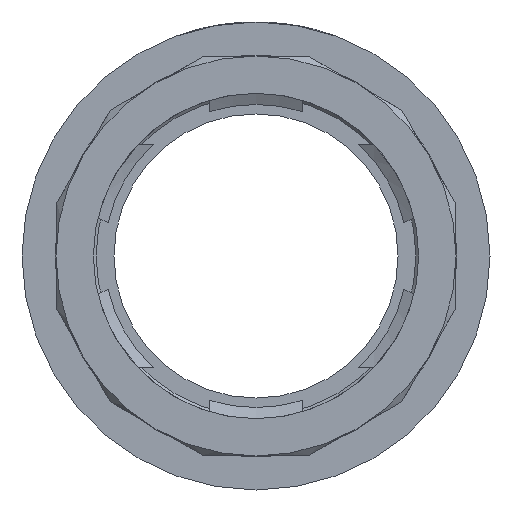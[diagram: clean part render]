
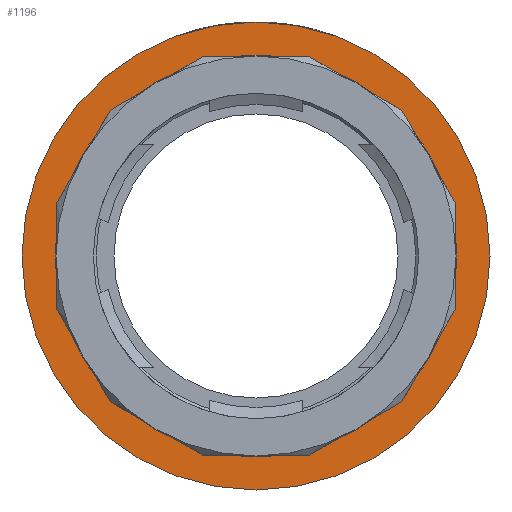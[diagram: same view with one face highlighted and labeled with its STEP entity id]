
A CAD part, front view. The second image highlights one B-rep face of the part: STEP entity #1196.
In plain terms, the highlighted planar face has unit normal (0, -1, 0).
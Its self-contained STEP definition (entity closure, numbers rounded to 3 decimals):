
#780 = EDGE_CURVE ( 'NONE', #781, #797, #7532, .T. ) ;
#781 = VERTEX_POINT ( 'NONE', #7528 ) ;
#795 = VERTEX_POINT ( 'NONE', #7298 ) ;
#797 = VERTEX_POINT ( 'NONE', #7299 ) ;
#824 = EDGE_CURVE ( 'NONE', #825, #844, #7614, .T. ) ;
#825 = VERTEX_POINT ( 'NONE', #7610 ) ;
#833 = EDGE_CURVE ( 'NONE', #834, #825, #7599, .T. ) ;
#834 = VERTEX_POINT ( 'NONE', #7595 ) ;
#843 = EDGE_CURVE ( 'NONE', #844, #781, #7583, .T. ) ;
#844 = VERTEX_POINT ( 'NONE', #7645 ) ;
#852 = EDGE_CURVE ( 'NONE', #797, #795, #7638, .T. ) ;
#870 = EDGE_CURVE ( 'NONE', #871, #890, #7663, .T. ) ;
#871 = VERTEX_POINT ( 'NONE', #7659 ) ;
#880 = EDGE_CURVE ( 'NONE', #881, #897, #7648, .T. ) ;
#881 = VERTEX_POINT ( 'NONE', #7706 ) ;
#889 = EDGE_CURVE ( 'NONE', #890, #881, #7694, .T. ) ;
#890 = VERTEX_POINT ( 'NONE', #7690 ) ;
#896 = EDGE_CURVE ( 'NONE', #897, #834, #7685, .T. ) ;
#897 = VERTEX_POINT ( 'NONE', #7680 ) ;
#937 = EDGE_CURVE ( 'NONE', #938, #871, #7741, .T. ) ;
#938 = VERTEX_POINT ( 'NONE', #7804 ) ;
#1180 = ORIENTED_EDGE ( 'NONE', *, *, #852, .T. ) ;
#1181 = ORIENTED_EDGE ( 'NONE', *, *, #1194, .T. ) ;
#1182 = ORIENTED_EDGE ( 'NONE', *, *, #1211, .T. ) ;
#1183 = ORIENTED_EDGE ( 'NONE', *, *, #937, .T. ) ;
#1184 = ORIENTED_EDGE ( 'NONE', *, *, #870, .T. ) ;
#1185 = ORIENTED_EDGE ( 'NONE', *, *, #889, .T. ) ;
#1186 = ORIENTED_EDGE ( 'NONE', *, *, #880, .T. ) ;
#1187 = ORIENTED_EDGE ( 'NONE', *, *, #896, .T. ) ;
#1188 = ORIENTED_EDGE ( 'NONE', *, *, #833, .T. ) ;
#1189 = ORIENTED_EDGE ( 'NONE', *, *, #824, .T. ) ;
#1194 = EDGE_CURVE ( 'NONE', #795, #1212, #8252, .T. ) ;
#1196 = ADVANCED_FACE ( 'NONE', ( #8253, #8247 ), #8246, .F. ) ;
#1197 = EDGE_LOOP ( 'NONE', ( #1198, #1200 ) ) ;
#1198 = ORIENTED_EDGE ( 'NONE', *, *, #1199, .F. ) ;
#1199 = EDGE_CURVE ( 'NONE', #4403, #4489, #8215, .T. ) ;
#1200 = ORIENTED_EDGE ( 'NONE', *, *, #4402, .F. ) ;
#1201 = EDGE_LOOP ( 'NONE', ( #1202, #1180, #1181, #1182, #1183, #1184, #1185, #1186, #1187, #1188, #1189, #1256 ) ) ;
#1202 = ORIENTED_EDGE ( 'NONE', *, *, #780, .T. ) ;
#1211 = EDGE_CURVE ( 'NONE', #1212, #938, #8266, .T. ) ;
#1212 = VERTEX_POINT ( 'NONE', #8310 ) ;
#1256 = ORIENTED_EDGE ( 'NONE', *, *, #843, .T. ) ;
#4402 = EDGE_CURVE ( 'NONE', #4489, #4403, #18040, .T. ) ;
#4403 = VERTEX_POINT ( 'NONE', #18036 ) ;
#4489 = VERTEX_POINT ( 'NONE', #18333 ) ;
#7298 = CARTESIAN_POINT ( 'NONE',  ( -11.145, 31.9, 13.363 ) ) ;
#7299 = CARTESIAN_POINT ( 'NONE',  ( -17.145, 31.9, 2.97 ) ) ;
#7528 = CARTESIAN_POINT ( 'NONE',  ( -17.145, 31.9, -2.97 ) ) ;
#7529 = DIRECTION ( 'NONE',  ( 0., 0., 1. ) ) ;
#7530 = DIRECTION ( 'NONE',  ( 0., 1., 0. ) ) ;
#7531 = AXIS2_PLACEMENT_3D ( 'NONE', #7536, #7530, #7529 ) ;
#7532 = CIRCLE ( 'NONE', #7531, 17.4 ) ;
#7536 = CARTESIAN_POINT ( 'NONE',  ( 0., 31.9, 0. ) ) ;
#7554 = CARTESIAN_POINT ( 'NONE',  ( 0., 31.9, 0. ) ) ;
#7583 = LINE ( 'NONE', #7588, #7647 ) ;
#7588 = CARTESIAN_POINT ( 'NONE',  ( -11.145, 31.9, -13.363 ) ) ;
#7595 = CARTESIAN_POINT ( 'NONE',  ( 6., 31.9, -16.333 ) ) ;
#7596 = DIRECTION ( 'NONE',  ( -1., 0., 0. ) ) ;
#7597 = VECTOR ( 'NONE', #7596, 1000. ) ;
#7598 = CARTESIAN_POINT ( 'NONE',  ( 6., 31.9, -16.333 ) ) ;
#7599 = LINE ( 'NONE', #7598, #7597 ) ;
#7610 = CARTESIAN_POINT ( 'NONE',  ( -6., 31.9, -16.333 ) ) ;
#7611 = DIRECTION ( 'NONE',  ( 0., 0., 1. ) ) ;
#7612 = DIRECTION ( 'NONE',  ( 0., 1., 0. ) ) ;
#7613 = AXIS2_PLACEMENT_3D ( 'NONE', #7554, #7612, #7611 ) ;
#7614 = CIRCLE ( 'NONE', #7613, 17.4 ) ;
#7631 = DIRECTION ( 'NONE',  ( 0.5, 0., 0.866 ) ) ;
#7632 = VECTOR ( 'NONE', #7631, 1000. ) ;
#7633 = CARTESIAN_POINT ( 'NONE',  ( -17.145, 31.9, 2.97 ) ) ;
#7638 = LINE ( 'NONE', #7633, #7632 ) ;
#7645 = CARTESIAN_POINT ( 'NONE',  ( -11.145, 31.9, -13.363 ) ) ;
#7646 = DIRECTION ( 'NONE',  ( -0.5, 0., 0.866 ) ) ;
#7647 = VECTOR ( 'NONE', #7646, 1000. ) ;
#7648 = LINE ( 'NONE', #7709, #7708 ) ;
#7659 = CARTESIAN_POINT ( 'NONE',  ( 11.145, 31.9, 13.363 ) ) ;
#7660 = DIRECTION ( 'NONE',  ( 0.5, 0., -0.866 ) ) ;
#7661 = VECTOR ( 'NONE', #7660, 1000. ) ;
#7662 = CARTESIAN_POINT ( 'NONE',  ( 11.145, 31.9, 13.363 ) ) ;
#7663 = LINE ( 'NONE', #7662, #7661 ) ;
#7680 = CARTESIAN_POINT ( 'NONE',  ( 11.145, 31.9, -13.363 ) ) ;
#7681 = DIRECTION ( 'NONE',  ( 0., 0., 1. ) ) ;
#7682 = DIRECTION ( 'NONE',  ( 0., 1., 0. ) ) ;
#7683 = CARTESIAN_POINT ( 'NONE',  ( 0., 31.9, 0. ) ) ;
#7684 = AXIS2_PLACEMENT_3D ( 'NONE', #7683, #7682, #7681 ) ;
#7685 = CIRCLE ( 'NONE', #7684, 17.4 ) ;
#7690 = CARTESIAN_POINT ( 'NONE',  ( 17.145, 31.9, 2.97 ) ) ;
#7691 = DIRECTION ( 'NONE',  ( 0., 0., 1. ) ) ;
#7692 = DIRECTION ( 'NONE',  ( 0., 1., 0. ) ) ;
#7693 = AXIS2_PLACEMENT_3D ( 'NONE', #7699, #7692, #7691 ) ;
#7694 = CIRCLE ( 'NONE', #7693, 17.4 ) ;
#7699 = CARTESIAN_POINT ( 'NONE',  ( 0., 31.9, 0. ) ) ;
#7706 = CARTESIAN_POINT ( 'NONE',  ( 17.145, 31.9, -2.97 ) ) ;
#7707 = DIRECTION ( 'NONE',  ( -0.5, 0., -0.866 ) ) ;
#7708 = VECTOR ( 'NONE', #7707, 1000. ) ;
#7709 = CARTESIAN_POINT ( 'NONE',  ( 17.145, 31.9, -2.97 ) ) ;
#7741 = CIRCLE ( 'NONE', #7808, 17.4 ) ;
#7804 = CARTESIAN_POINT ( 'NONE',  ( 6., 31.9, 16.333 ) ) ;
#7805 = DIRECTION ( 'NONE',  ( 0., 0., 1. ) ) ;
#7806 = DIRECTION ( 'NONE',  ( 0., 1., 0. ) ) ;
#7807 = CARTESIAN_POINT ( 'NONE',  ( 0., 31.9, 0. ) ) ;
#7808 = AXIS2_PLACEMENT_3D ( 'NONE', #7807, #7806, #7805 ) ;
#8214 = AXIS2_PLACEMENT_3D ( 'NONE', #8285, #8284, #8283 ) ;
#8215 = CIRCLE ( 'NONE', #8214, 21. ) ;
#8216 = DIRECTION ( 'NONE',  ( 0., 0., 1. ) ) ;
#8217 = DIRECTION ( 'NONE',  ( 0., 1., 0. ) ) ;
#8218 = CARTESIAN_POINT ( 'NONE',  ( 0., 31.9, 0. ) ) ;
#8219 = AXIS2_PLACEMENT_3D ( 'NONE', #8218, #8217, #8216 ) ;
#8246 = PLANE ( 'NONE',  #8219 ) ;
#8247 = FACE_BOUND ( 'NONE', #1201, .T. ) ;
#8248 = DIRECTION ( 'NONE',  ( 0., 0., 1. ) ) ;
#8249 = DIRECTION ( 'NONE',  ( 0., 1., 0. ) ) ;
#8250 = CARTESIAN_POINT ( 'NONE',  ( 0., 31.9, 0. ) ) ;
#8251 = AXIS2_PLACEMENT_3D ( 'NONE', #8250, #8249, #8248 ) ;
#8252 = CIRCLE ( 'NONE', #8251, 17.4 ) ;
#8253 = FACE_OUTER_BOUND ( 'NONE', #1197, .T. ) ;
#8263 = DIRECTION ( 'NONE',  ( 1., 0., 0. ) ) ;
#8264 = VECTOR ( 'NONE', #8263, 1000. ) ;
#8265 = CARTESIAN_POINT ( 'NONE',  ( -6., 31.9, 16.333 ) ) ;
#8266 = LINE ( 'NONE', #8265, #8264 ) ;
#8283 = DIRECTION ( 'NONE',  ( 0., 0., 1. ) ) ;
#8284 = DIRECTION ( 'NONE',  ( 0., 1., 0. ) ) ;
#8285 = CARTESIAN_POINT ( 'NONE',  ( 0., 31.9, 0. ) ) ;
#8310 = CARTESIAN_POINT ( 'NONE',  ( -6., 31.9, 16.333 ) ) ;
#18036 = CARTESIAN_POINT ( 'NONE',  ( 0., 31.9, -21. ) ) ;
#18037 = DIRECTION ( 'NONE',  ( 0., 0., 1. ) ) ;
#18038 = DIRECTION ( 'NONE',  ( 0., 1., 0. ) ) ;
#18039 = AXIS2_PLACEMENT_3D ( 'NONE', #18045, #18038, #18037 ) ;
#18040 = CIRCLE ( 'NONE', #18039, 21. ) ;
#18045 = CARTESIAN_POINT ( 'NONE',  ( 0., 31.9, 0. ) ) ;
#18333 = CARTESIAN_POINT ( 'NONE',  ( 0., 31.9, 21. ) ) ;
